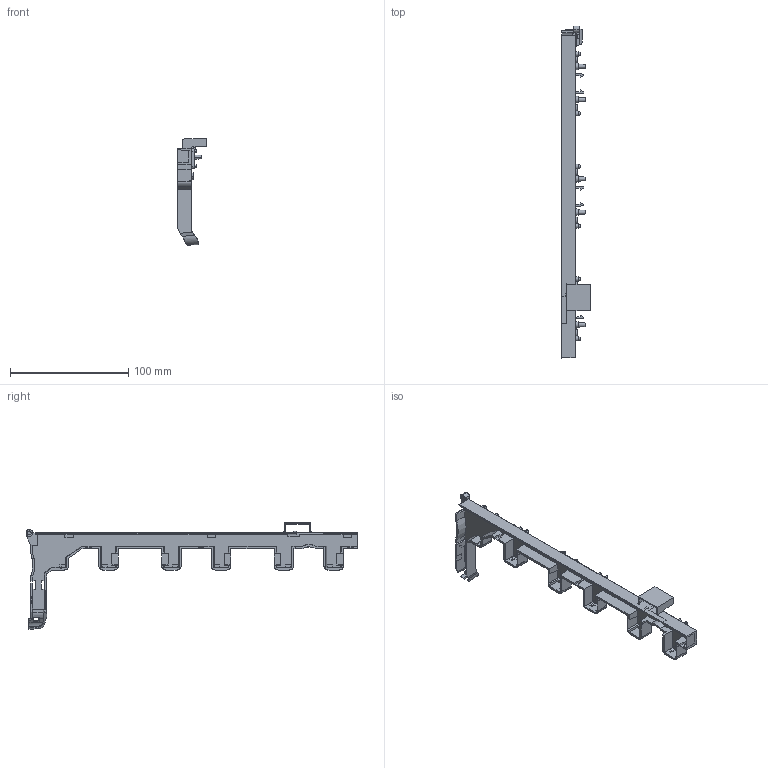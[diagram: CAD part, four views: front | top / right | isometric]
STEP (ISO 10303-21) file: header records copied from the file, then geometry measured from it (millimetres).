
FILE_DESCRIPTION((''),'2;1');
FILE_NAME('1SEP304968P0001','2023-06-10T20:33:31',('sarey'),(''),'CREO PARAMETRIC BY PTC INC, 2017260','CREO PARAMETRIC BY PTC INC, 2017260','');
FILE_SCHEMA(('AUTOMOTIVE_DESIGN { 1 0 10303 214 1 1 1 1 }'));
Length unit declared in the file: inch
Products named in the file (1): 1SEP304968P0001
Bounding box: 24.3 x 280.2 x 89.8 mm (x, y, z)
Volume: 138.7 mm3; surface area: 32185.2 mm2
Topology: 1 solids, 20 shells, 349 faces, 1342 edges, 1046 vertices
Faces by surface type: plane 251, cone 72, cylinder 25, bspline 1
Entity records: 17546 total; most frequent: CARTESIAN_POINT 3157, DIRECTION 2155, ORIENTED_EDGE 2013, EDGE_CURVE 1342, VECTOR 1071, LINE 1071, VERTEX_POINT 1046, PRESENTATION_STYLE_ASSIGNMENT 744
